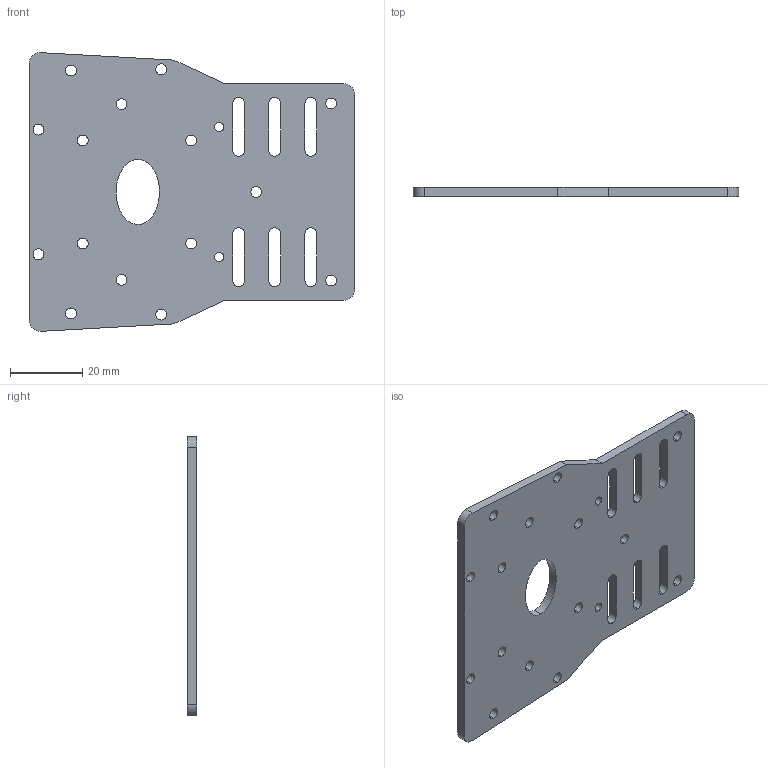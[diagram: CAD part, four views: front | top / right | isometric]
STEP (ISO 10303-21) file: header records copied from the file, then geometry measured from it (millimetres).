
FILE_DESCRIPTION (( 'STEP AP203' ), '1' );
FILE_NAME ('Base Superior 1.STEP', '2025-10-20T20:55:44', ( '' ), ( '' ), 'SwSTEP 2.0', 'SolidWorks 2025', '' );
FILE_SCHEMA (( 'CONFIG_CONTROL_DESIGN' ));
Length unit declared in the file: millimetre
Products named in the file (1): Base Superior 1
Bounding box: 90 x 2.5 x 77.15 mm (x, y, z)
Volume: 13759.9 mm3; surface area: 12850.2 mm2
Topology: 1 solids, 1 shells, 81 faces, 237 edges, 158 vertices
Faces by surface type: cylinder 57, plane 22, bspline 2
Entity records: 2924 total; most frequent: DIRECTION 507, CARTESIAN_POINT 503, ORIENTED_EDGE 474, EDGE_CURVE 237, AXIS2_PLACEMENT_3D 194, VERTEX_POINT 158, EDGE_LOOP 129, LINE 119
